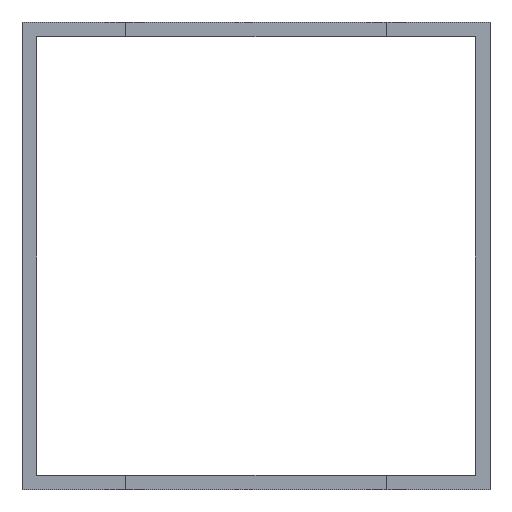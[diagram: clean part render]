
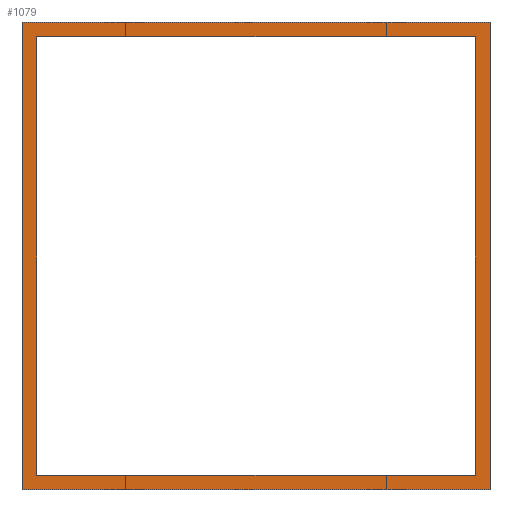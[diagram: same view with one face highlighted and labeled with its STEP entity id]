
A CAD part, left-side view. The second image highlights one B-rep face of the part: STEP entity #1079.
In plain terms, the highlighted planar face has unit normal (-1, 0, 0).
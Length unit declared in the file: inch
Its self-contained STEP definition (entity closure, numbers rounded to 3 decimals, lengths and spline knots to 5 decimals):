
#14 = DIRECTION ( 'NONE',  ( 0., 1., 0. ) ) ;
#24 = DIRECTION ( 'NONE',  ( 0., 0., 1. ) ) ;
#85 = EDGE_CURVE ( 'NONE', #2802, #2218, #733, .T. ) ;
#136 = CARTESIAN_POINT ( 'NONE',  ( -16.5, 5.93, -2.36381 ) ) ;
#177 = ORIENTED_EDGE ( 'NONE', *, *, #923, .F. ) ;
#243 = CARTESIAN_POINT ( 'NONE',  ( -16.5, 7.93, -4.36381 ) ) ;
#303 = EDGE_CURVE ( 'NONE', #3798, #3419, #3211, .T. ) ;
#326 = CARTESIAN_POINT ( 'NONE',  ( -16.5, 5.93, -4.36381 ) ) ;
#368 = CARTESIAN_POINT ( 'NONE',  ( -16.5, 7.8675, -2.42631 ) ) ;
#386 = VERTEX_POINT ( 'NONE', #2191 ) ;
#427 = CARTESIAN_POINT ( 'NONE',  ( -16.5, 7.8675, -4.30131 ) ) ;
#464 = ORIENTED_EDGE ( 'NONE', *, *, #85, .T. ) ;
#538 = DIRECTION ( 'NONE',  ( 1., 0., 0. ) ) ;
#559 = FACE_BOUND ( 'NONE', #2457, .T. ) ;
#684 = CARTESIAN_POINT ( 'NONE',  ( -16.5, 7.93, -4.36381 ) ) ;
#733 = LINE ( 'NONE', #326, #3970 ) ;
#837 = DIRECTION ( 'NONE',  ( 0., 1., 0. ) ) ;
#856 = PLANE ( 'NONE',  #1243 ) ;
#894 = CARTESIAN_POINT ( 'NONE',  ( -16.5, 7.93, -4.36381 ) ) ;
#923 = EDGE_CURVE ( 'NONE', #1083, #959, #2958, .T. ) ;
#959 = VERTEX_POINT ( 'NONE', #4075 ) ;
#1007 = CARTESIAN_POINT ( 'NONE',  ( -16.5, 7.93, -2.36381 ) ) ;
#1040 = VECTOR ( 'NONE', #2119, 39.37008 ) ;
#1079 = ADVANCED_FACE ( 'NONE', ( #3738, #559 ), #856, .F. ) ;
#1083 = VERTEX_POINT ( 'NONE', #3664 ) ;
#1103 = VECTOR ( 'NONE', #1743, 39.37008 ) ;
#1131 = DIRECTION ( 'NONE',  ( 0., 0., 1. ) ) ;
#1243 = AXIS2_PLACEMENT_3D ( 'NONE', #243, #538, #1951 ) ;
#1339 = LINE ( 'NONE', #1007, #4212 ) ;
#1499 = ORIENTED_EDGE ( 'NONE', *, *, #1514, .F. ) ;
#1514 = EDGE_CURVE ( 'NONE', #2802, #1083, #3014, .T. ) ;
#1664 = EDGE_CURVE ( 'NONE', #386, #3419, #2520, .T. ) ;
#1743 = DIRECTION ( 'NONE',  ( 0., 1., 0. ) ) ;
#1847 = VECTOR ( 'NONE', #1131, 39.37008 ) ;
#1851 = ORIENTED_EDGE ( 'NONE', *, *, #2858, .T. ) ;
#1921 = DIRECTION ( 'NONE',  ( 0., 0., 1. ) ) ;
#1951 = DIRECTION ( 'NONE',  ( 0., 0., -1. ) ) ;
#2034 = VECTOR ( 'NONE', #837, 39.37008 ) ;
#2117 = DIRECTION ( 'NONE',  ( 0., 0., 1. ) ) ;
#2119 = DIRECTION ( 'NONE',  ( 0., 1., 0. ) ) ;
#2191 = CARTESIAN_POINT ( 'NONE',  ( -16.5, 5.9925, -2.42631 ) ) ;
#2218 = VERTEX_POINT ( 'NONE', #136 ) ;
#2379 = CARTESIAN_POINT ( 'NONE',  ( -16.5, 5.9925, -4.30131 ) ) ;
#2454 = EDGE_CURVE ( 'NONE', #2988, #3798, #3592, .T. ) ;
#2457 = EDGE_LOOP ( 'NONE', ( #2475, #3503, #4305, #3692 ) ) ;
#2475 = ORIENTED_EDGE ( 'NONE', *, *, #1664, .F. ) ;
#2479 = CARTESIAN_POINT ( 'NONE',  ( -16.5, 7.93, -2.42631 ) ) ;
#2520 = LINE ( 'NONE', #2479, #1040 ) ;
#2533 = CARTESIAN_POINT ( 'NONE',  ( -16.5, 7.8675, -4.36381 ) ) ;
#2802 = VERTEX_POINT ( 'NONE', #2966 ) ;
#2858 = EDGE_CURVE ( 'NONE', #2218, #959, #1339, .T. ) ;
#2872 = VECTOR ( 'NONE', #1921, 39.37008 ) ;
#2950 = LINE ( 'NONE', #3959, #1847 ) ;
#2958 = LINE ( 'NONE', #894, #2872 ) ;
#2966 = CARTESIAN_POINT ( 'NONE',  ( -16.5, 5.93, -4.36381 ) ) ;
#2988 = VERTEX_POINT ( 'NONE', #2379 ) ;
#3014 = LINE ( 'NONE', #684, #1103 ) ;
#3211 = LINE ( 'NONE', #2533, #3235 ) ;
#3235 = VECTOR ( 'NONE', #24, 39.37008 ) ;
#3419 = VERTEX_POINT ( 'NONE', #368 ) ;
#3503 = ORIENTED_EDGE ( 'NONE', *, *, #4519, .F. ) ;
#3576 = EDGE_LOOP ( 'NONE', ( #1851, #177, #1499, #464 ) ) ;
#3592 = LINE ( 'NONE', #3939, #2034 ) ;
#3664 = CARTESIAN_POINT ( 'NONE',  ( -16.5, 7.93, -4.36381 ) ) ;
#3692 = ORIENTED_EDGE ( 'NONE', *, *, #303, .T. ) ;
#3738 = FACE_OUTER_BOUND ( 'NONE', #3576, .T. ) ;
#3798 = VERTEX_POINT ( 'NONE', #427 ) ;
#3939 = CARTESIAN_POINT ( 'NONE',  ( -16.5, 7.93, -4.30131 ) ) ;
#3959 = CARTESIAN_POINT ( 'NONE',  ( -16.5, 5.9925, -4.36381 ) ) ;
#3970 = VECTOR ( 'NONE', #2117, 39.37008 ) ;
#4075 = CARTESIAN_POINT ( 'NONE',  ( -16.5, 7.93, -2.36381 ) ) ;
#4212 = VECTOR ( 'NONE', #14, 39.37008 ) ;
#4305 = ORIENTED_EDGE ( 'NONE', *, *, #2454, .T. ) ;
#4519 = EDGE_CURVE ( 'NONE', #2988, #386, #2950, .T. ) ;
